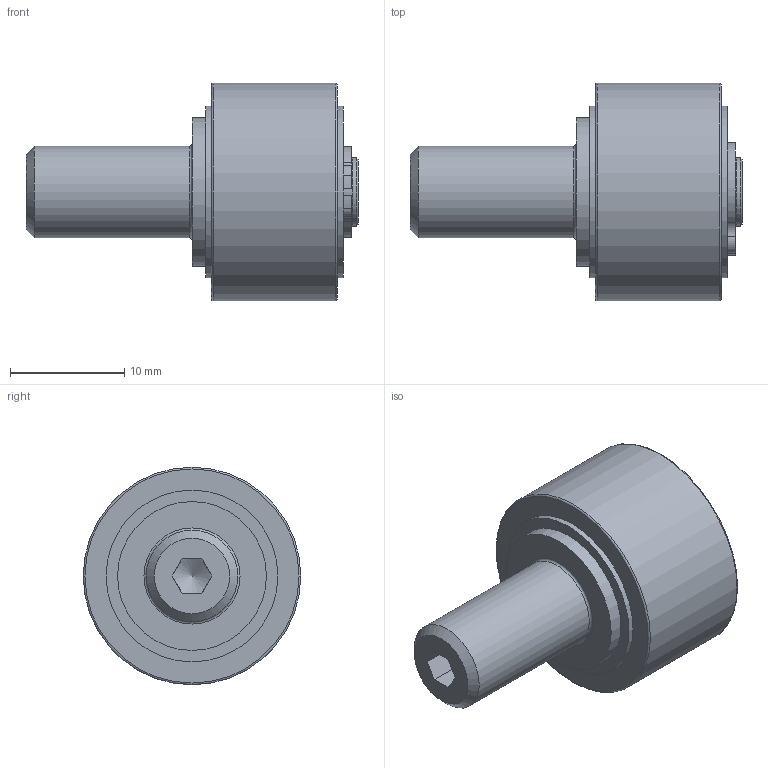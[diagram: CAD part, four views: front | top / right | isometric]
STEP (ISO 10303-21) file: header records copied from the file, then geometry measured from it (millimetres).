
FILE_DESCRIPTION(/* description */ ('ROTELLA CONCENTRICA R/L'),/* implementation_level */ '2;1');
FILE_NAME(/* name */ 'DM23.519.00C.stp',/* time_stamp */ '2022-07-20T11:58:26+02:00',/* author */ ('tecnico7'),/* organization */ (''),/* preprocessor_version */ 'ST-DEVELOPER v18.1',/* originating_system */ 'Autodesk Inventor 2022',/* authorisation */ '');
FILE_SCHEMA (('AUTOMOTIVE_DESIGN { 1 0 10303 214 3 1 1 }'));
Length unit declared in the file: millimetre
Products named in the file (4): DM23.519.00C; DM70PRR0022-A; DM80CUNATR6; 80AE00006
Assembly tree (3 placements, depth 2):
  DM23.519.00C
    DM70PRR0022-A
    DM80CUNATR6
    80AE00006
Bounding box: 29 x 19 x 19 mm (x, y, z)
Volume: 4206.8 mm3; surface area: 2479.3 mm2
Topology: 3 solids, 3 shells, 56 faces, 122 edges, 82 vertices
Faces by surface type: plane 24, cylinder 23, torus 6, cone 3
Full cylindrical faces by diameter (mm): 1.15 x2, 5.7 x1, 6 x3, 8 x1, 8.4 x2, 8.402 x2, 13 x1, 15 x2, 19 x1
Entity records: 1718 total; most frequent: DIRECTION 300, CARTESIAN_POINT 290, ORIENTED_EDGE 242, AXIS2_PLACEMENT_3D 128, EDGE_CURVE 121, VERTEX_POINT 82, EDGE_LOOP 73, CIRCLE 65
